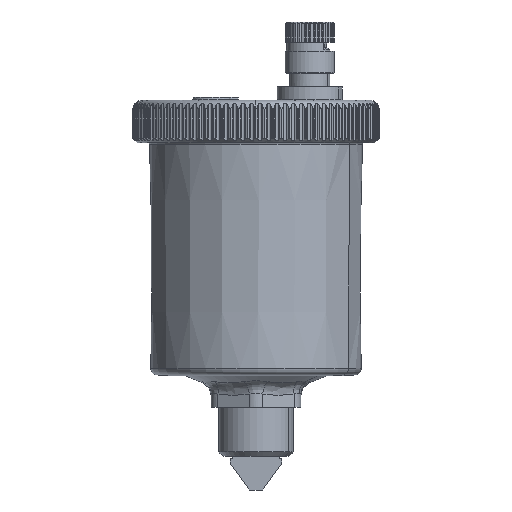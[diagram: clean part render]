
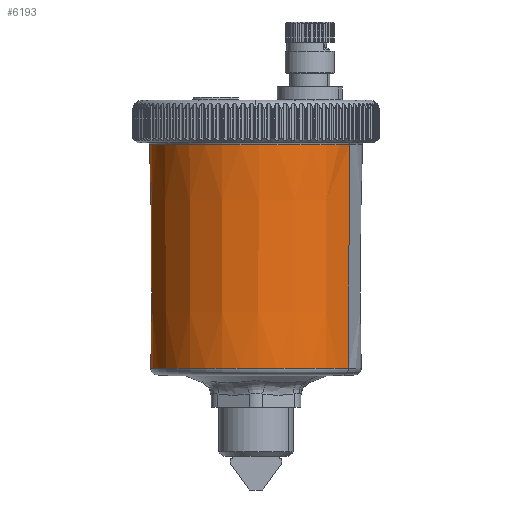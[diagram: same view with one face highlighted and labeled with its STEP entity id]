
A CAD part, left-side view. The second image highlights one B-rep face of the part: STEP entity #6193.
In plain terms, the highlighted conical face has half-angle 0.333 degrees and reference radius 23.5 mm.
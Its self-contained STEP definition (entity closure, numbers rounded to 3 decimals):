
#6112=CARTESIAN_POINT('Vertex',(11.27,20.63,-108.889)) ;
#6119=CARTESIAN_POINT('Vertex',(-11.27,-20.63,-108.889)) ;
#6139=CARTESIAN_POINT('Axis2P3D Location',(0.,0.,-108.889)) ;
#6151=CARTESIAN_POINT('Axis2P3D Location',(0.,0.,-110.304)) ;
#6156=CARTESIAN_POINT('Line Origine',(-11.338,-20.755,-84.464)) ;
#6160=CARTESIAN_POINT('Vertex',(-11.41,-20.885,-58.912)) ;
#6163=CARTESIAN_POINT('Line Origine',(11.338,20.755,-84.464)) ;
#6167=CARTESIAN_POINT('Vertex',(11.41,20.885,-58.912)) ;
#6182=CARTESIAN_POINT('Axis2P3D Location',(0.,0.,-58.912)) ;
#6140=DIRECTION('Axis2P3D Direction',(0.,-0.,-1.)) ;
#6152=DIRECTION('Axis2P3D Direction',(0.,0.,1.)) ;
#6153=DIRECTION('Axis2P3D XDirection',(-0.479,-0.878,0.)) ;
#6157=DIRECTION('Vector Direction',(-0.003,-0.005,1.)) ;
#6164=DIRECTION('Vector Direction',(0.003,0.005,1.)) ;
#6183=DIRECTION('Axis2P3D Direction',(0.,0.,1.)) ;
#6141=AXIS2_PLACEMENT_3D('Circle Axis2P3D',#6139,#6140,$) ;
#6154=AXIS2_PLACEMENT_3D('Cone Axis2P3D',#6151,#6152,#6153) ;
#6184=AXIS2_PLACEMENT_3D('Circle Axis2P3D',#6182,#6183,$) ;
#6188=ORIENTED_EDGE('',*,*,#6169,.T.) ;
#6189=ORIENTED_EDGE('',*,*,#6143,.F.) ;
#6190=ORIENTED_EDGE('',*,*,#6162,.F.) ;
#6191=ORIENTED_EDGE('',*,*,#6186,.F.) ;
#6158=VECTOR('Line Direction',#6157,1.) ;
#6165=VECTOR('Line Direction',#6164,1.) ;
#6193=ADVANCED_FACE('PartBody',(#6192),#6155,.T.) ;
#6142=CIRCLE('generated circle',#6141,23.508) ;
#6185=CIRCLE('generated circle',#6184,23.798) ;
#6155=CONICAL_SURFACE('Cone',#6154,23.5,0.006) ;
#6143=EDGE_CURVE('',#6120,#6113,#6142,.T.) ;
#6162=EDGE_CURVE('',#6161,#6120,#6159,.F.) ;
#6169=EDGE_CURVE('',#6168,#6113,#6166,.F.) ;
#6186=EDGE_CURVE('',#6168,#6161,#6185,.T.) ;
#6187=EDGE_LOOP('',(#6188,#6189,#6190,#6191)) ;
#6192=FACE_OUTER_BOUND('',#6187,.T.) ;
#6159=LINE('Line',#6156,#6158) ;
#6166=LINE('Line',#6163,#6165) ;
#6113=VERTEX_POINT('',#6112) ;
#6120=VERTEX_POINT('',#6119) ;
#6161=VERTEX_POINT('',#6160) ;
#6168=VERTEX_POINT('',#6167) ;
